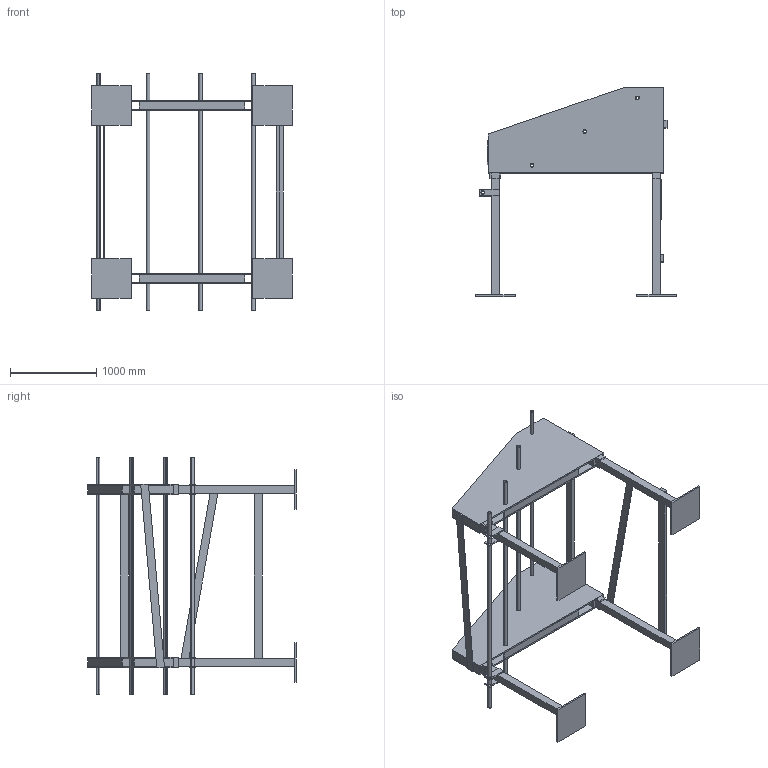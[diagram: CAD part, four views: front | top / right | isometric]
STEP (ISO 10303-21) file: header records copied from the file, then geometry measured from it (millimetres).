
FILE_DESCRIPTION (( 'STEP AP214' ), '1' );
FILE_NAME ('TE-22310.STEP', '2022-01-05T21:09:16', ( '' ), ( '' ), 'SwSTEP 2.0', 'SolidWorks 2019', '' );
FILE_SCHEMA (( 'AUTOMOTIVE_DESIGN' ));
Length unit declared in the file: inch
Products named in the file (21): TE-22324; TE-22311; TE-22310; TE-22321; TE-22316; TE-22318; TE-22313; TE-22312; TE-22326; TE-22315; TE-22322; TE-22320; TE-22317; TE-22314; TE-22323; TE-22325; TE-22319; TE-22327
Assembly tree (54 placements, depth 3):
  TE-22310
    TE-22311
      TE-22312  x2
      TE-22314  x2
      TE-22313  x2
      TE-22315  x2
    TE-22316
      TE-22318
      TE-22317
      TE-22319  x2
      TE-22320  x2
      TE-22321  x2
    TE-22322
      TE-22323
      TE-22318
      TE-22320  x2
    TE-22326  x2
    TE-22322
      TE-22323
      TE-22318
      TE-22320  x2
    TE-22325
    TE-22316
      TE-22318
      TE-22317
      TE-22319  x2
      TE-22320  x2
      TE-22321  x2
    TE-22311
      TE-22312  x2
      TE-22314  x2
      TE-22313  x2
      TE-22315  x2
    TE-22324
    TE-22327  x4
Bounding box: 2324.1 x 2420.14 x 2755.9 mm (x, y, z)
Volume: 249005529.4 mm3; surface area: 25544949.9 mm2
Topology: 48 solids, 48 shells, 324 faces, 684 edges, 456 vertices
Faces by surface type: plane 276, cylinder 48
Entity records: 3715 total; most frequent: DIRECTION 531, CARTESIAN_POINT 481, ORIENTED_EDGE 390, EDGE_CURVE 195, AXIS2_PLACEMENT_3D 180, VECTOR 171, LINE 171, VERTEX_POINT 130
